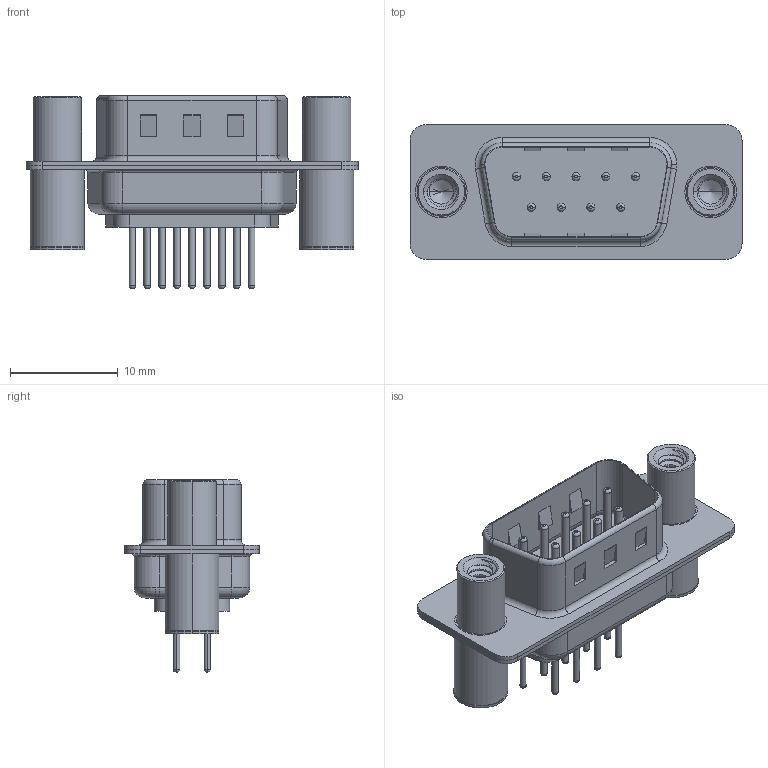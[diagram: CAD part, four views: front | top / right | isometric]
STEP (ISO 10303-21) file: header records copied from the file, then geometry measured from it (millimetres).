
FILE_DESCRIPTION (( 'STEP AP203' ), '1' );
FILE_NAME ('627-M09-220-GN4.STEP', '2020-07-16T18:20:42', ( '' ), ( '' ), 'SwSTEP 2.0', 'SolidWorks 2020', '' );
FILE_SCHEMA (( 'CONFIG_CONTROL_DESIGN' ));
Length unit declared in the file: millimetre
Products named in the file (7): 627-M09-220-GN4; 627M Contact Row 1_20; 627M Shell Rear_09 Contacts; 627M 4-40 Threaded Standoff and Board Spacer; 627M Housing_09 Contacts; 627M Contact Row 2_20; 627M Shell Front_09 Contacts
Assembly tree (14 placements, depth 2):
  627-M09-220-GN4
    627M Housing_09 Contacts
    627M Shell Front_09 Contacts
    627M Shell Rear_09 Contacts
    627M Contact Row 1_20  x5
    627M Contact Row 2_20  x4
    627M 4-40 Threaded Standoff and Board Spacer  x2
Bounding box: 30.8 x 12.5 x 17.9 mm (x, y, z)
Volume: 1597.3 mm3; surface area: 4103.2 mm2
Topology: 14 solids, 14 shells, 723 faces, 1649 edges, 1008 vertices
Faces by surface type: cylinder 307, torus 198, plane 176, cone 30, bspline 12
Entity records: 15974 total; most frequent: CARTESIAN_POINT 4483, DIRECTION 2364, ORIENTED_EDGE 2118, EDGE_CURVE 1059, AXIS2_PLACEMENT_3D 950, VERTEX_POINT 663, EDGE_LOOP 522, CIRCLE 495
